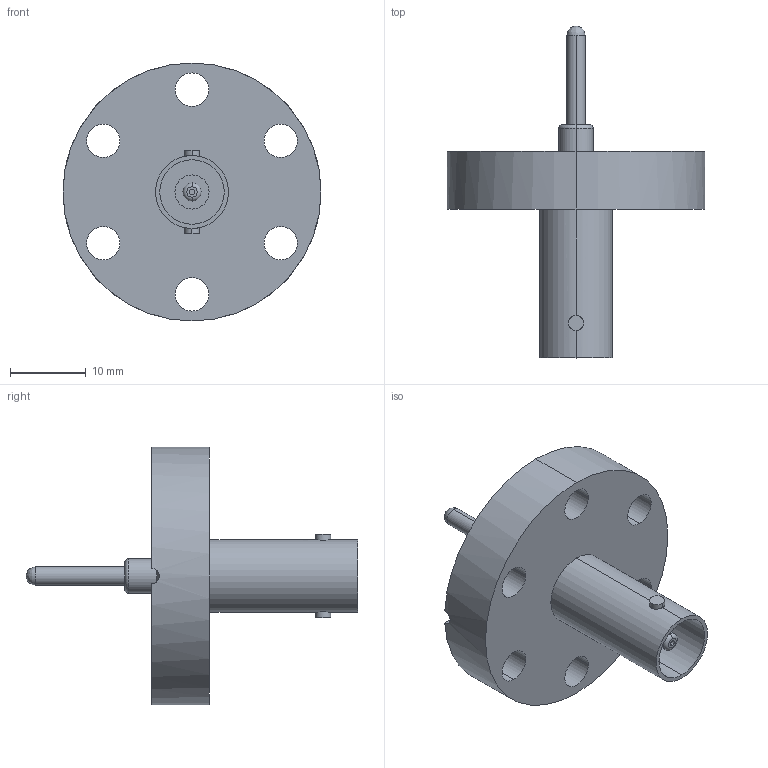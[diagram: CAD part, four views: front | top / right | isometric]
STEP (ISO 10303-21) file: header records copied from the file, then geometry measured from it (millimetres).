
FILE_DESCRIPTION (( 'STEP AP214' ), '1' );
FILE_NAME ('242-BNC50-C16.step', '2025-02-18T20:43:48', ( '' ), ( '' ), 'SwSTEP 2.0', 'SolidWorks 2022', '' );
FILE_SCHEMA (( 'AUTOMOTIVE_DESIGN' ));
Length unit declared in the file: millimetre
Products named in the file (3): 242-BNC50-C16; 9411-C16-9.6_411-CB16; 242-BNC50-I
Assembly tree (2 placements, depth 2):
  242-BNC50-C16
    9411-C16-9.6_411-CB16
    242-BNC50-I
Bounding box: 34 x 43.75 x 34 mm (x, y, z)
Volume: 5320.2 mm3; surface area: 5039.7 mm2
Topology: 1 solids, 3 shells, 66 faces, 154 edges, 96 vertices
Faces by surface type: cylinder 40, plane 14, torus 6, cone 4, bspline 2
Entity records: 2169 total; most frequent: CARTESIAN_POINT 480, DIRECTION 376, ORIENTED_EDGE 298, AXIS2_PLACEMENT_3D 164, EDGE_CURVE 150, VERTEX_POINT 96, CIRCLE 94, EDGE_LOOP 87
